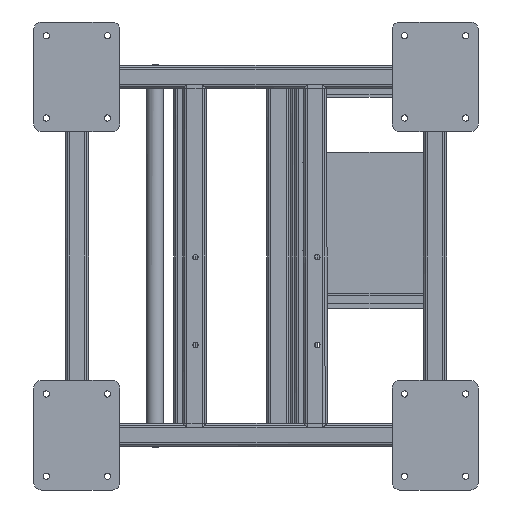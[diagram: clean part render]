
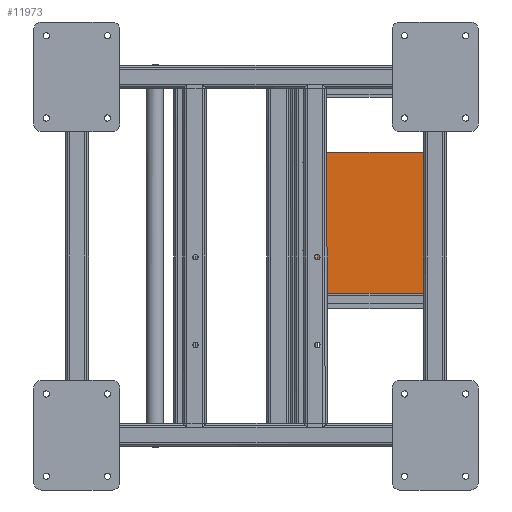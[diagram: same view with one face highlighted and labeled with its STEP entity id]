
A CAD part, front view. The second image highlights one B-rep face of the part: STEP entity #11973.
In plain terms, the highlighted planar face has unit normal (0, -1, 0).
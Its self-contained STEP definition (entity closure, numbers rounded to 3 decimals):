
#464 = CARTESIAN_POINT ( 'NONE',  ( 447.2, 715.788, -276. ) ) ;
#977 = LINE ( 'NONE', #9652, #14387 ) ;
#2676 = DIRECTION ( 'NONE',  ( -1., 0., 0. ) ) ;
#3293 = EDGE_LOOP ( 'NONE', ( #12795, #13588, #27859, #8598 ) ) ;
#4121 = LINE ( 'NONE', #17258, #27958 ) ;
#4462 = LINE ( 'NONE', #464, #15042 ) ;
#4509 = DIRECTION ( 'NONE',  ( 0., 0., 1. ) ) ;
#5404 = DIRECTION ( 'NONE',  ( 0., 0., 1. ) ) ;
#6502 = FACE_OUTER_BOUND ( 'NONE', #3293, .T. ) ;
#8598 = ORIENTED_EDGE ( 'NONE', *, *, #24302, .T. ) ;
#9167 = DIRECTION ( 'NONE',  ( -1., 0., 0. ) ) ;
#9505 = EDGE_CURVE ( 'NONE', #15540, #15533, #20045, .T. ) ;
#9520 = AXIS2_PLACEMENT_3D ( 'NONE', #17353, #25993, #25572 ) ;
#9652 = CARTESIAN_POINT ( 'NONE',  ( 447.2, 715.788, -276. ) ) ;
#11028 = CARTESIAN_POINT ( 'NONE',  ( 296.8, 715.788, -276. ) ) ;
#11973 = ADVANCED_FACE ( 'NONE', ( #6502 ), #28008, .T. ) ;
#12368 = VERTEX_POINT ( 'NONE', #20588 ) ;
#12641 = VERTEX_POINT ( 'NONE', #23181 ) ;
#12795 = ORIENTED_EDGE ( 'NONE', *, *, #9505, .F. ) ;
#13588 = ORIENTED_EDGE ( 'NONE', *, *, #15372, .F. ) ;
#14387 = VECTOR ( 'NONE', #5404, 1000. ) ;
#15042 = VECTOR ( 'NONE', #9167, 1000. ) ;
#15372 = EDGE_CURVE ( 'NONE', #12368, #15540, #4462, .T. ) ;
#15533 = VERTEX_POINT ( 'NONE', #15772 ) ;
#15540 = VERTEX_POINT ( 'NONE', #20149 ) ;
#15772 = CARTESIAN_POINT ( 'NONE',  ( 296.8, 715.788, -95.963 ) ) ;
#17258 = CARTESIAN_POINT ( 'NONE',  ( 447.2, 715.788, -95.963 ) ) ;
#17353 = CARTESIAN_POINT ( 'NONE',  ( 447.2, 715.788, -276. ) ) ;
#20045 = LINE ( 'NONE', #11028, #21842 ) ;
#20149 = CARTESIAN_POINT ( 'NONE',  ( 296.8, 715.788, -276. ) ) ;
#20588 = CARTESIAN_POINT ( 'NONE',  ( 447.2, 715.788, -276. ) ) ;
#21842 = VECTOR ( 'NONE', #4509, 1000. ) ;
#23181 = CARTESIAN_POINT ( 'NONE',  ( 447.2, 715.788, -95.963 ) ) ;
#24302 = EDGE_CURVE ( 'NONE', #12641, #15533, #4121, .T. ) ;
#24524 = EDGE_CURVE ( 'NONE', #12368, #12641, #977, .T. ) ;
#25572 = DIRECTION ( 'NONE',  ( 0., 0., -1. ) ) ;
#25993 = DIRECTION ( 'NONE',  ( 0., -1., 0. ) ) ;
#27859 = ORIENTED_EDGE ( 'NONE', *, *, #24524, .T. ) ;
#27958 = VECTOR ( 'NONE', #2676, 1000. ) ;
#28008 = PLANE ( 'NONE',  #9520 ) ;
